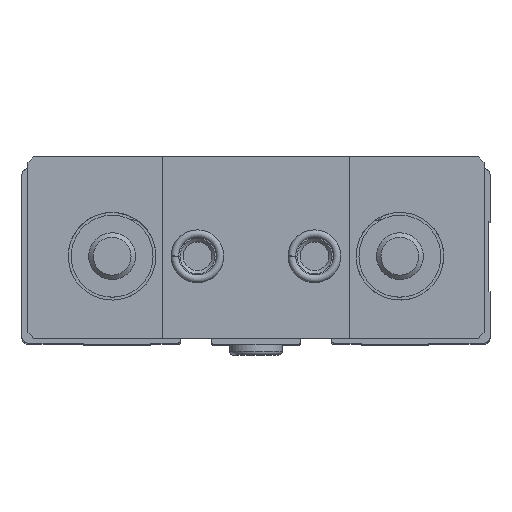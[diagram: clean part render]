
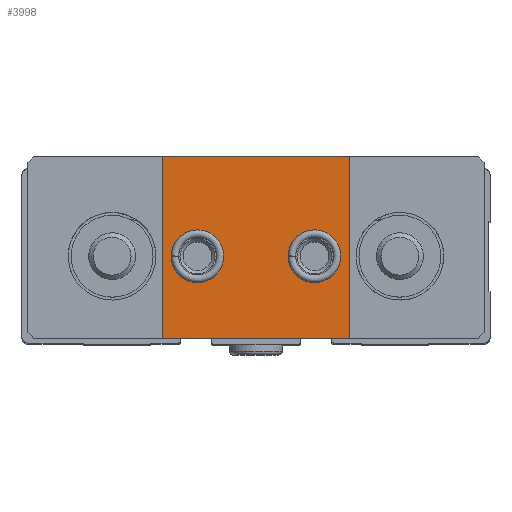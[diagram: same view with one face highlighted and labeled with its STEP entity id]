
A CAD part, top view. The second image highlights one B-rep face of the part: STEP entity #3998.
In plain terms, the highlighted planar face has unit normal (0, 0, 1).
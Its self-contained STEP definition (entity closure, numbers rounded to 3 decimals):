
#457=LINE('',#6786,#709);
#464=LINE('',#6800,#716);
#471=LINE('',#6818,#723);
#472=LINE('',#6819,#724);
#709=VECTOR('',#5509,1000.);
#716=VECTOR('',#5520,1000.);
#723=VECTOR('',#5535,1000.);
#724=VECTOR('',#5536,1000.);
#1482=ORIENTED_EDGE('',*,*,#2181,.F.);
#1483=ORIENTED_EDGE('',*,*,#2182,.F.);
#1484=ORIENTED_EDGE('',*,*,#2174,.T.);
#1485=ORIENTED_EDGE('',*,*,#2183,.T.);
#1486=ORIENTED_EDGE('',*,*,#2167,.T.);
#1487=ORIENTED_EDGE('',*,*,#2184,.T.);
#2167=EDGE_CURVE('',#2598,#2603,#457,.T.);
#2174=EDGE_CURVE('',#2609,#2608,#464,.T.);
#2181=EDGE_CURVE('',#2614,#2614,#2858,.T.);
#2182=EDGE_CURVE('',#2615,#2615,#2859,.T.);
#2183=EDGE_CURVE('',#2608,#2598,#471,.T.);
#2184=EDGE_CURVE('',#2603,#2609,#472,.T.);
#2598=VERTEX_POINT('',#6775);
#2603=VERTEX_POINT('',#6785);
#2608=VERTEX_POINT('',#6799);
#2609=VERTEX_POINT('',#6801);
#2614=VERTEX_POINT('',#6815);
#2615=VERTEX_POINT('',#6817);
#2858=CIRCLE('',#4488,4.5);
#2859=CIRCLE('',#4489,4.5);
#3162=EDGE_LOOP('',(#1482));
#3163=EDGE_LOOP('',(#1483));
#3164=EDGE_LOOP('',(#1484,#1485,#1486,#1487));
#3569=FACE_BOUND('',#3162,.T.);
#3570=FACE_BOUND('',#3163,.T.);
#3571=FACE_BOUND('',#3164,.T.);
#3783=PLANE('',#4487);
#3998=ADVANCED_FACE('',(#3569,#3570,#3571),#3783,.T.);
#4487=AXIS2_PLACEMENT_3D('',#6813,#5529,#5530);
#4488=AXIS2_PLACEMENT_3D('',#6814,#5531,#5532);
#4489=AXIS2_PLACEMENT_3D('',#6816,#5533,#5534);
#5509=DIRECTION('',(-1.,0.,0.));
#5520=DIRECTION('',(1.,0.,0.));
#5529=DIRECTION('',(0.,0.,1.));
#5530=DIRECTION('',(1.,0.,0.));
#5531=DIRECTION('',(0.,0.,1.));
#5532=DIRECTION('',(1.,0.,0.));
#5533=DIRECTION('',(0.,0.,1.));
#5534=DIRECTION('',(1.,0.,0.));
#5535=DIRECTION('',(0.,1.,0.));
#5536=DIRECTION('',(0.,-1.,0.));
#6775=CARTESIAN_POINT('',(16.,17.,22.));
#6785=CARTESIAN_POINT('',(-16.,17.,22.));
#6786=CARTESIAN_POINT('',(39.,17.,22.));
#6799=CARTESIAN_POINT('',(16.,-14.,22.));
#6800=CARTESIAN_POINT('',(-39.,-14.,22.));
#6801=CARTESIAN_POINT('',(-16.,-14.,22.));
#6813=CARTESIAN_POINT('',(0.,0.,22.));
#6814=CARTESIAN_POINT('',(-10.,0.,22.));
#6815=CARTESIAN_POINT('',(-5.5,0.,22.));
#6816=CARTESIAN_POINT('',(10.,0.,22.));
#6817=CARTESIAN_POINT('',(14.5,0.,22.));
#6818=CARTESIAN_POINT('',(16.,0.,22.));
#6819=CARTESIAN_POINT('',(-16.,0.,22.));
